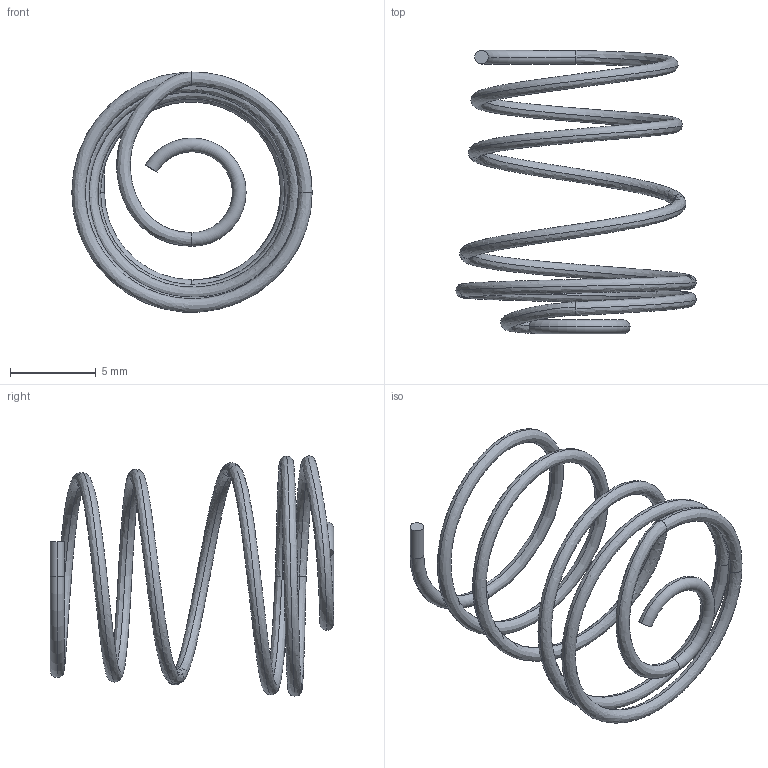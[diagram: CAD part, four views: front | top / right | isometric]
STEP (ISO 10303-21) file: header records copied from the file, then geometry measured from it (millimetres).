
FILE_DESCRIPTION (( 'STEP AP214' ), '1' );
FILE_NAME ('BCC.STEP', '2025-05-28T16:02:49', ( '' ), ( '' ), 'SwSTEP 2.0', 'SolidWorks 2021', '' );
FILE_SCHEMA (( 'AUTOMOTIVE_DESIGN' ));
Length unit declared in the file: millimetre
Products named in the file (1): BCC
Bounding box: 14 x 16.5 x 13.98 mm (x, y, z)
Volume: 105.2 mm3; surface area: 528.2 mm2
Topology: 1 solids, 1 shells, 16 faces, 32 edges, 18 vertices
Faces by surface type: bspline 8, torus 4, cylinder 2, plane 2
Entity records: 2240 total; most frequent: CARTESIAN_POINT 1907, ORIENTED_EDGE 64, DIRECTION 64, EDGE_CURVE 32, AXIS2_PLACEMENT_3D 31, CIRCLE 22, VERTEX_POINT 18, ADVANCED_FACE 16
